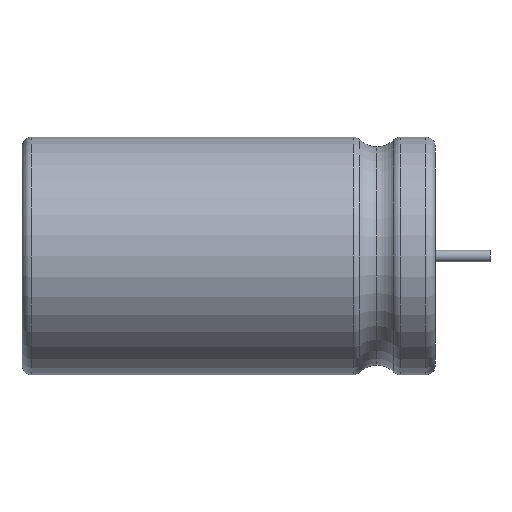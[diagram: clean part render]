
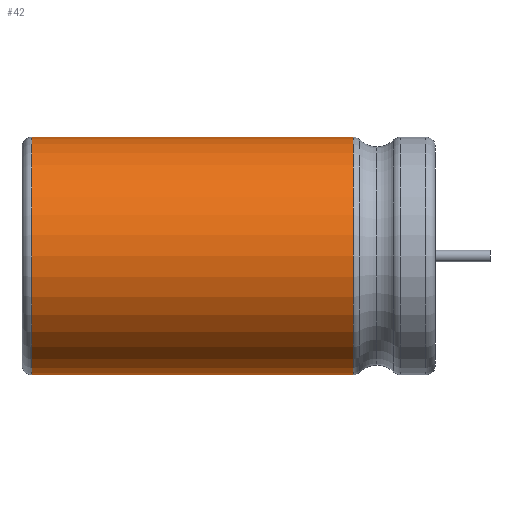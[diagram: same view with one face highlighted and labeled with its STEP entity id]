
A CAD part, left-side view. The second image highlights one B-rep face of the part: STEP entity #42.
In plain terms, the highlighted cylindrical face has radius 6.1 mm (diameter 12.2 mm), a partial arc.
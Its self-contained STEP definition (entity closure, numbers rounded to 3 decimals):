
#42 = ADVANCED_FACE ( 'NONE', ( #403 ), #2873, .T. ) ;
#55 = DIRECTION ( 'NONE',  ( 0., 0., 1. ) ) ;
#92 = EDGE_CURVE ( 'NONE', #1088, #1861, #471, .T. ) ;
#93 = LINE ( 'NONE', #358, #1901 ) ;
#197 = CARTESIAN_POINT ( 'NONE',  ( 0., 21.2, 6.1 ) ) ;
#232 = ORIENTED_EDGE ( 'NONE', *, *, #2600, .F. ) ;
#358 = CARTESIAN_POINT ( 'NONE',  ( 0., 21.2, -6.1 ) ) ;
#391 = VERTEX_POINT ( 'NONE', #1661 ) ;
#403 = FACE_OUTER_BOUND ( 'NONE', #2547, .T. ) ;
#427 = ORIENTED_EDGE ( 'NONE', *, *, #1782, .T. ) ;
#471 = CIRCLE ( 'NONE', #1283, 6.1 ) ;
#711 = DIRECTION ( 'NONE',  ( 0., 1., 0. ) ) ;
#727 = AXIS2_PLACEMENT_3D ( 'NONE', #1620, #2424, #2864 ) ;
#765 = EDGE_CURVE ( 'NONE', #1861, #2390, #1311, .T. ) ;
#827 = ORIENTED_EDGE ( 'NONE', *, *, #765, .T. ) ;
#864 = CARTESIAN_POINT ( 'NONE',  ( 0., 4.225, 6.1 ) ) ;
#873 = CARTESIAN_POINT ( 'NONE',  ( 0., 21.2, 0. ) ) ;
#937 = VECTOR ( 'NONE', #1042, 1000. ) ;
#965 = DIRECTION ( 'NONE',  ( 0., 1., 0. ) ) ;
#1042 = DIRECTION ( 'NONE',  ( 0., 1., 0. ) ) ;
#1088 = VERTEX_POINT ( 'NONE', #1165 ) ;
#1165 = CARTESIAN_POINT ( 'NONE',  ( 0., 4.225, -6.1 ) ) ;
#1283 = AXIS2_PLACEMENT_3D ( 'NONE', #1550, #2437, #1989 ) ;
#1311 = LINE ( 'NONE', #197, #937 ) ;
#1550 = CARTESIAN_POINT ( 'NONE',  ( 0., 4.225, 0. ) ) ;
#1620 = CARTESIAN_POINT ( 'NONE',  ( 0., 20.7, 0. ) ) ;
#1661 = CARTESIAN_POINT ( 'NONE',  ( 0., 20.7, -6.1 ) ) ;
#1782 = EDGE_CURVE ( 'NONE', #2390, #391, #1969, .T. ) ;
#1861 = VERTEX_POINT ( 'NONE', #864 ) ;
#1901 = VECTOR ( 'NONE', #965, 1000. ) ;
#1969 = CIRCLE ( 'NONE', #727, 6.1 ) ;
#1989 = DIRECTION ( 'NONE',  ( 0., 0., -1. ) ) ;
#2263 = ORIENTED_EDGE ( 'NONE', *, *, #92, .T. ) ;
#2386 = CARTESIAN_POINT ( 'NONE',  ( 0., 20.7, 6.1 ) ) ;
#2390 = VERTEX_POINT ( 'NONE', #2386 ) ;
#2424 = DIRECTION ( 'NONE',  ( 0., -1., 0. ) ) ;
#2437 = DIRECTION ( 'NONE',  ( 0., 1., 0. ) ) ;
#2449 = AXIS2_PLACEMENT_3D ( 'NONE', #873, #711, #55 ) ;
#2547 = EDGE_LOOP ( 'NONE', ( #232, #2263, #827, #427 ) ) ;
#2600 = EDGE_CURVE ( 'NONE', #1088, #391, #93, .T. ) ;
#2864 = DIRECTION ( 'NONE',  ( 0., 0., -1. ) ) ;
#2873 = CYLINDRICAL_SURFACE ( 'NONE', #2449, 6.1 ) ;
